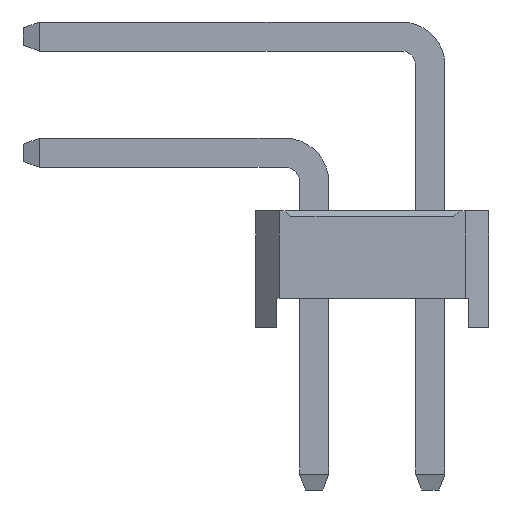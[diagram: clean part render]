
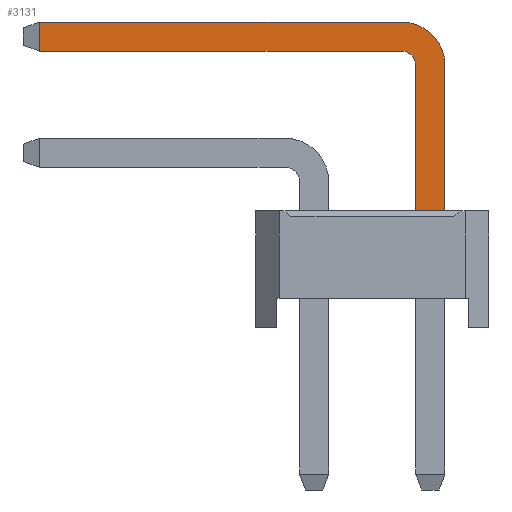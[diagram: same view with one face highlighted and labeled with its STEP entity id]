
A CAD part, left-side view. The second image highlights one B-rep face of the part: STEP entity #3131.
In plain terms, the highlighted planar face has unit normal (-1, 0, 0).
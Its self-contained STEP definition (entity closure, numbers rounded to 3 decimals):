
#3131=ADVANCED_FACE('',(#13671),#13673,.T.);
#13671=FACE_BOUND('',#13672,.T.);
#13672=EDGE_LOOP('',(#22199,#22200,#22201,#22202,#22203,#22204,#22205,#22206));
#13673=PLANE('',#13674);
#13674=AXIS2_PLACEMENT_3D('',#13675,#13676,#13677);
#13675=CARTESIAN_POINT('',(-0.25,-1.75,-2.8));
#13676=DIRECTION('',(-1.,0.,0.));
#13677=DIRECTION('',(0.,-1.,0.));
#22199=ORIENTED_EDGE('',*,*,#27453,.F.);
#22200=ORIENTED_EDGE('',*,*,#27454,.F.);
#22201=ORIENTED_EDGE('',*,*,#27455,.F.);
#22202=ORIENTED_EDGE('',*,*,#27456,.F.);
#22203=ORIENTED_EDGE('',*,*,#26143,.T.);
#22204=ORIENTED_EDGE('',*,*,#27452,.T.);
#22205=ORIENTED_EDGE('',*,*,#27457,.T.);
#22206=ORIENTED_EDGE('',*,*,#27458,.T.);
#26143=EDGE_CURVE('',#29424,#29422,#29425,.T.);
#27452=EDGE_CURVE('',#29422,#31669,#31671,.T.);
#27453=EDGE_CURVE('',#31672,#31673,#31674,.T.);
#27454=EDGE_CURVE('',#31675,#31672,#31676,.T.);
#27455=EDGE_CURVE('',#31677,#31675,#31678,.T.);
#27456=EDGE_CURVE('',#29424,#31677,#31679,.T.);
#27457=EDGE_CURVE('',#31669,#31680,#31681,.T.);
#27458=EDGE_CURVE('',#31680,#31673,#31682,.T.);
#29422=VERTEX_POINT('',#34862);
#29424=VERTEX_POINT('',#34866);
#29425=LINE('',#34867,#34868);
#31669=VERTEX_POINT('',#39809);
#31671=LINE('',#39813,#39814);
#31672=VERTEX_POINT('',#39816);
#31673=VERTEX_POINT('',#39817);
#31674=LINE('',#39818,#39819);
#31675=VERTEX_POINT('',#39821);
#31676=LINE('',#39822,#39823);
#31677=VERTEX_POINT('',#39825);
#31678=CIRCLE('',#39826,0.25);
#31679=LINE('',#39830,#39831);
#31680=VERTEX_POINT('',#39833);
#31681=CIRCLE('',#39834,0.75);
#31682=LINE('',#39838,#39839);
#34862=CARTESIAN_POINT('',(-0.25,-2.25,2.));
#34866=CARTESIAN_POINT('',(-0.25,-1.75,2.));
#34867=CARTESIAN_POINT('',(-0.25,-1.75,2.));
#34868=VECTOR('',#34869,1.);
#34869=DIRECTION('',(0.,-1.,0.));
#39809=CARTESIAN_POINT('',(-0.25,-2.25,4.5));
#39813=CARTESIAN_POINT('',(-0.25,-2.25,2.));
#39814=VECTOR('',#39815,1.);
#39815=DIRECTION('',(0.,0.,1.));
#39816=CARTESIAN_POINT('',(-0.25,4.725,4.75));
#39817=CARTESIAN_POINT('',(-0.25,4.725,5.25));
#39818=CARTESIAN_POINT('',(-0.25,4.725,4.75));
#39819=VECTOR('',#39820,1.);
#39820=DIRECTION('',(0.,0.,1.));
#39821=CARTESIAN_POINT('',(-0.25,-1.5,4.75));
#39822=CARTESIAN_POINT('',(-0.25,-1.5,4.75));
#39823=VECTOR('',#39824,1.);
#39824=DIRECTION('',(0.,1.,0.));
#39825=CARTESIAN_POINT('',(-0.25,-1.75,4.5));
#39826=AXIS2_PLACEMENT_3D('',#39827,#39828,#39829);
#39827=CARTESIAN_POINT('',(-0.25,-1.5,4.5));
#39828=DIRECTION('',(-1.,-0.,0.));
#39829=DIRECTION('',(0.,-1.,0.));
#39830=CARTESIAN_POINT('',(-0.25,-1.75,2.));
#39831=VECTOR('',#39832,1.);
#39832=DIRECTION('',(0.,0.,1.));
#39833=CARTESIAN_POINT('',(-0.25,-1.5,5.25));
#39834=AXIS2_PLACEMENT_3D('',#39835,#39836,#39837);
#39835=CARTESIAN_POINT('',(-0.25,-1.5,4.5));
#39836=DIRECTION('',(-1.,-0.,0.));
#39837=DIRECTION('',(0.,-1.,0.));
#39838=CARTESIAN_POINT('',(-0.25,-1.5,5.25));
#39839=VECTOR('',#39840,1.);
#39840=DIRECTION('',(0.,1.,0.));
